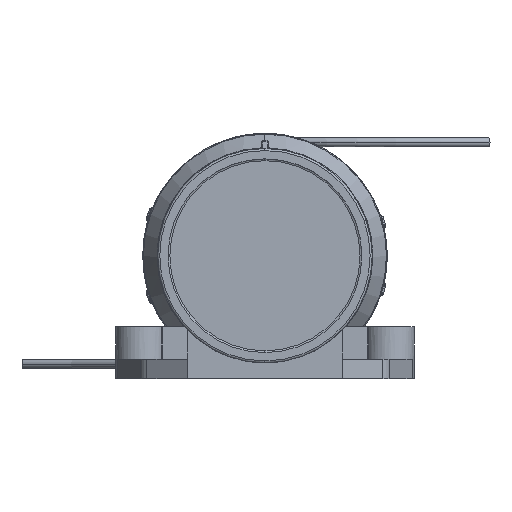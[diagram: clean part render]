
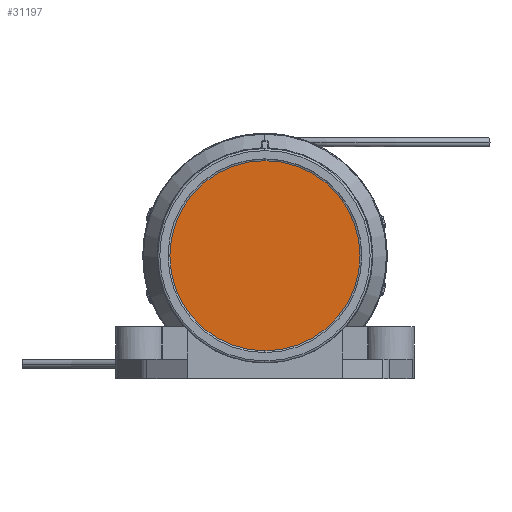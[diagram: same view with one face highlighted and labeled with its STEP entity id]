
A CAD part, front view. The second image highlights one B-rep face of the part: STEP entity #31197.
In plain terms, the highlighted planar face has unit normal (0, -1, 0).
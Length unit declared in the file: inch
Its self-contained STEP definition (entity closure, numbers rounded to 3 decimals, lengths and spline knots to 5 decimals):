
#6561 = EDGE_CURVE ( 'NONE', #97547, #129830, #159569, .T. ) ;
#17415 = DIRECTION ( 'NONE',  ( 0., 0., 1. ) ) ;
#27684 = DIRECTION ( 'NONE',  ( 0., -1., 0. ) ) ;
#31197 = ADVANCED_FACE ( 'NONE', ( #160600 ), #65975, .T. ) ;
#42327 = CARTESIAN_POINT ( 'NONE',  ( -0.935, 0.0557, 0. ) ) ;
#49258 = AXIS2_PLACEMENT_3D ( 'NONE', #109290, #178399, #93577 ) ;
#58982 = AXIS2_PLACEMENT_3D ( 'NONE', #116241, #128991, #17415 ) ;
#65975 = PLANE ( 'NONE',  #103713 ) ;
#66643 = CARTESIAN_POINT ( 'NONE',  ( 0., 0.0557, -0.91768 ) ) ;
#69636 = DIRECTION ( 'NONE',  ( 0., 0., 1. ) ) ;
#75282 = ORIENTED_EDGE ( 'NONE', *, *, #6561, .T. ) ;
#93577 = DIRECTION ( 'NONE',  ( 0., 0., 1. ) ) ;
#97396 = CARTESIAN_POINT ( 'NONE',  ( 0., 0.0557, 0.91768 ) ) ;
#97547 = VERTEX_POINT ( 'NONE', #97396 ) ;
#103713 = AXIS2_PLACEMENT_3D ( 'NONE', #42327, #27684, #69636 ) ;
#109255 = CIRCLE ( 'NONE', #58982, 0.91768 ) ;
#109290 = CARTESIAN_POINT ( 'NONE',  ( 0., 0.0557, 0. ) ) ;
#115940 = EDGE_LOOP ( 'NONE', ( #144985, #75282 ) ) ;
#116196 = EDGE_CURVE ( 'NONE', #129830, #97547, #109255, .T. ) ;
#116241 = CARTESIAN_POINT ( 'NONE',  ( 0., 0.0557, 0. ) ) ;
#128991 = DIRECTION ( 'NONE',  ( 0., -1., 0. ) ) ;
#129830 = VERTEX_POINT ( 'NONE', #66643 ) ;
#144985 = ORIENTED_EDGE ( 'NONE', *, *, #116196, .T. ) ;
#159569 = CIRCLE ( 'NONE', #49258, 0.91768 ) ;
#160600 = FACE_OUTER_BOUND ( 'NONE', #115940, .T. ) ;
#178399 = DIRECTION ( 'NONE',  ( 0., -1., 0. ) ) ;
